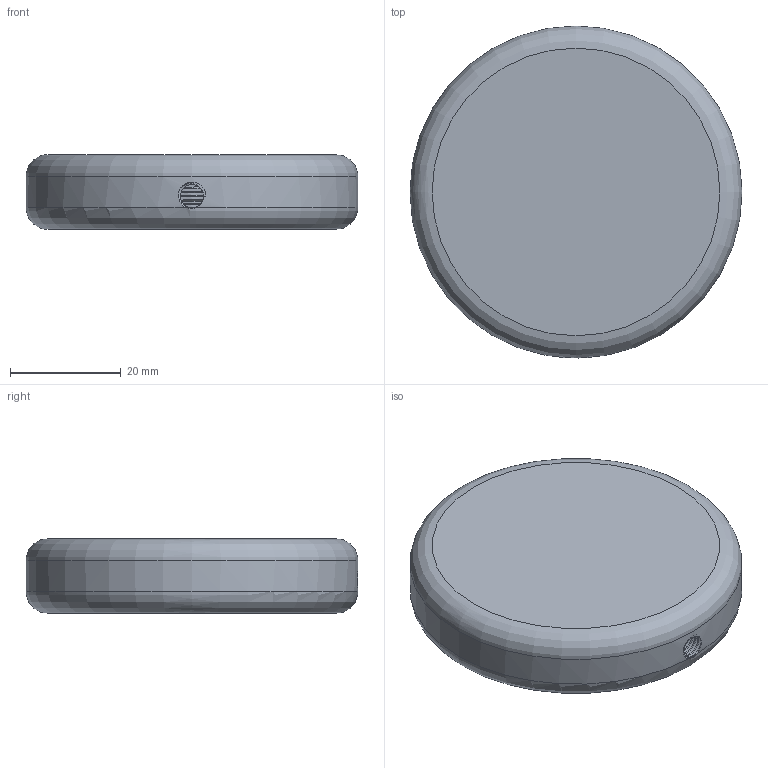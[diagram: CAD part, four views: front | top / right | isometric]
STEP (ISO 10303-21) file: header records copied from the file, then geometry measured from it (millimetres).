
FILE_DESCRIPTION(('FreeCAD Model'),'2;1');
FILE_NAME('Open CASCADE Shape Model','2024-11-20T13:44:29',(''),(''), 'Open CASCADE STEP processor 7.6','FreeCAD','Unknown');
FILE_SCHEMA(('AUTOMOTIVE_DESIGN { 1 0 10303 214 1 1 1 1 }'));
Length unit declared in the file: millimetre
Products named in the file (1): 23125 Escutcheon Blank Bronze
Bounding box: 60 x 60 x 13.5 mm (x, y, z)
Volume: 26821.5 mm3; surface area: 15748.9 mm2
Topology: 2 solids, 2 shells, 84 faces, 190 edges, 116 vertices
Faces by surface type: bspline 35, cylinder 32, plane 12, revolution 3, cone 2
Full cylindrical faces by diameter (mm): 3 x4, 4.224 x6, 5.8 x4, 34.6 x1, 35.5 x1, 48.532 x5, 49.3 x4, 49.5 x1, 60 x1
Entity records: 16050 total; most frequent: CARTESIAN_POINT 12643, DIRECTION 443, ORIENTED_EDGE 380, PCURVE 380, DEFINITIONAL_REPRESENTATION 380, B_SPLINE_CURVE_WITH_KNOTS 261, LINE 244, VECTOR 244
